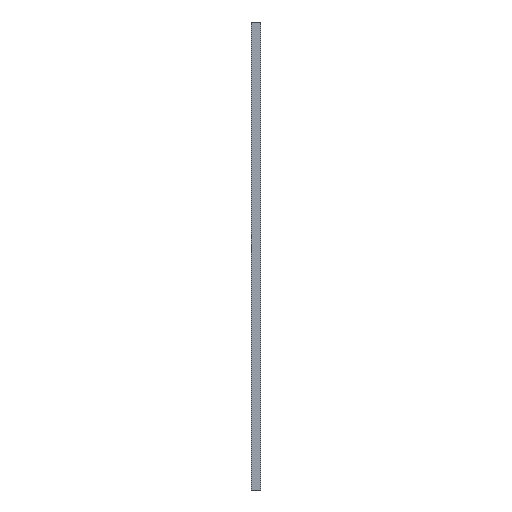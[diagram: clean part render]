
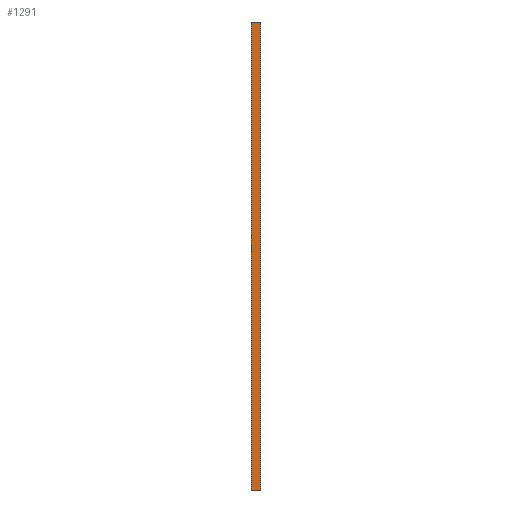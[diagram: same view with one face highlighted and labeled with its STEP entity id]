
A CAD part, left-side view. The second image highlights one B-rep face of the part: STEP entity #1291.
In plain terms, the highlighted planar face has unit normal (-1, 0, 0).
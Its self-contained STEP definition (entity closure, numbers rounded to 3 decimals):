
#10 = VECTOR ( 'NONE', #1627, 1000. ) ;
#13 = EDGE_CURVE ( 'NONE', #1423, #1046, #361, .T. ) ;
#18 = DIRECTION ( 'NONE',  ( 0., 1., 0. ) ) ;
#37 = DIRECTION ( 'NONE',  ( 1., 0., 0. ) ) ;
#85 = LINE ( 'NONE', #1631, #1256 ) ;
#108 = VERTEX_POINT ( 'NONE', #1002 ) ;
#126 = DIRECTION ( 'NONE',  ( 0., 0., 1. ) ) ;
#134 = EDGE_LOOP ( 'NONE', ( #745, #599, #460, #1491 ) ) ;
#163 = EDGE_CURVE ( 'NONE', #884, #108, #85, .T. ) ;
#252 = CARTESIAN_POINT ( 'NONE',  ( -15., 2., -48. ) ) ;
#295 = LINE ( 'NONE', #886, #1112 ) ;
#361 = LINE ( 'NONE', #252, #10 ) ;
#460 = ORIENTED_EDGE ( 'NONE', *, *, #13, .T. ) ;
#599 = ORIENTED_EDGE ( 'NONE', *, *, #903, .T. ) ;
#657 = VECTOR ( 'NONE', #1281, 1000. ) ;
#675 = LINE ( 'NONE', #1393, #657 ) ;
#721 = CARTESIAN_POINT ( 'NONE',  ( -15., 2., -48. ) ) ;
#745 = ORIENTED_EDGE ( 'NONE', *, *, #163, .T. ) ;
#879 = EDGE_CURVE ( 'NONE', #884, #1046, #675, .T. ) ;
#884 = VERTEX_POINT ( 'NONE', #1016 ) ;
#886 = CARTESIAN_POINT ( 'NONE',  ( -15., -8., 48. ) ) ;
#887 = FACE_OUTER_BOUND ( 'NONE', #134, .T. ) ;
#903 = EDGE_CURVE ( 'NONE', #108, #1423, #295, .T. ) ;
#1002 = CARTESIAN_POINT ( 'NONE',  ( -15., 0., 48. ) ) ;
#1016 = CARTESIAN_POINT ( 'NONE',  ( -15., 0., -48. ) ) ;
#1046 = VERTEX_POINT ( 'NONE', #721 ) ;
#1086 = AXIS2_PLACEMENT_3D ( 'NONE', #1288, #37, #1524 ) ;
#1112 = VECTOR ( 'NONE', #18, 1000. ) ;
#1256 = VECTOR ( 'NONE', #126, 1000. ) ;
#1281 = DIRECTION ( 'NONE',  ( 0., 1., 0. ) ) ;
#1288 = CARTESIAN_POINT ( 'NONE',  ( -15., -8., -48. ) ) ;
#1291 = ADVANCED_FACE ( 'NONE', ( #887 ), #1402, .F. ) ;
#1393 = CARTESIAN_POINT ( 'NONE',  ( -15., -8., -48. ) ) ;
#1402 = PLANE ( 'NONE',  #1086 ) ;
#1423 = VERTEX_POINT ( 'NONE', #1556 ) ;
#1491 = ORIENTED_EDGE ( 'NONE', *, *, #879, .F. ) ;
#1524 = DIRECTION ( 'NONE',  ( 0., 0., -1. ) ) ;
#1556 = CARTESIAN_POINT ( 'NONE',  ( -15., 2., 48. ) ) ;
#1627 = DIRECTION ( 'NONE',  ( 0., 0., -1. ) ) ;
#1631 = CARTESIAN_POINT ( 'NONE',  ( -15., 0., 0. ) ) ;
